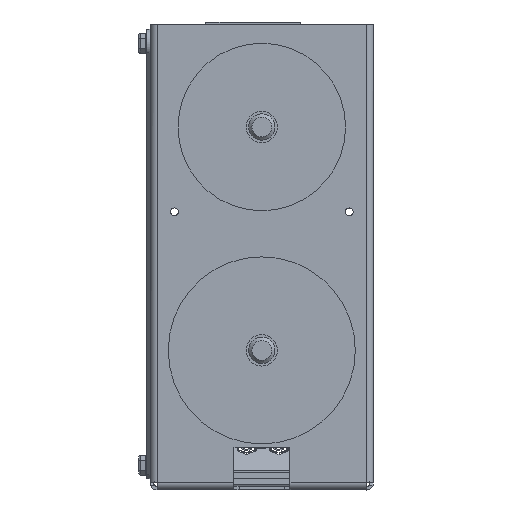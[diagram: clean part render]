
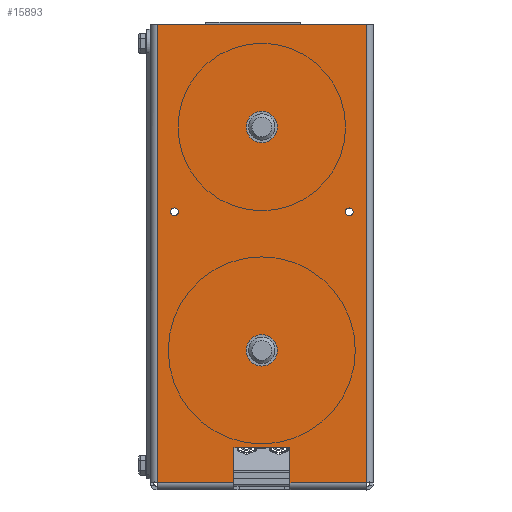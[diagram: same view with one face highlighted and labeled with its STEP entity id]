
A CAD part, front view. The second image highlights one B-rep face of the part: STEP entity #15893.
In plain terms, the highlighted planar face has unit normal (0, -1, 0).
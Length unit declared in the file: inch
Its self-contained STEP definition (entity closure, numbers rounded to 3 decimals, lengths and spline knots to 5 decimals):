
#407=FACE_BOUND('',#2412,.T.);
#408=FACE_BOUND('',#2413,.T.);
#409=FACE_BOUND('',#2414,.T.);
#410=FACE_BOUND('',#2415,.T.);
#691=PLANE('',#17249);
#1510=FACE_OUTER_BOUND('',#2411,.T.);
#2411=EDGE_LOOP('',(#11557,#11558,#11559,#11560,#11561,#11562,#11563,#11564,
#11565,#11566,#11567,#11568));
#2412=EDGE_LOOP('',(#11569));
#2413=EDGE_LOOP('',(#11570));
#2414=EDGE_LOOP('',(#11571));
#2415=EDGE_LOOP('',(#11572));
#3578=LINE('',#23569,#5197);
#3580=LINE('',#23575,#5199);
#3584=LINE('',#23585,#5203);
#3585=LINE('',#23587,#5204);
#3586=LINE('',#23589,#5205);
#3587=LINE('',#23591,#5206);
#3588=LINE('',#23593,#5207);
#3589=LINE('',#23595,#5208);
#3590=LINE('',#23597,#5209);
#3591=LINE('',#23599,#5210);
#3592=LINE('',#23601,#5211);
#3593=LINE('',#23602,#5212);
#5197=VECTOR('',#19113,0.3937);
#5199=VECTOR('',#19119,0.3937);
#5203=VECTOR('',#19127,0.3937);
#5204=VECTOR('',#19128,0.3937);
#5205=VECTOR('',#19129,0.3937);
#5206=VECTOR('',#19130,0.3937);
#5207=VECTOR('',#19131,0.3937);
#5208=VECTOR('',#19132,0.3937);
#5209=VECTOR('',#19133,0.3937);
#5210=VECTOR('',#19134,0.3937);
#5211=VECTOR('',#19135,0.3937);
#5212=VECTOR('',#19136,0.3937);
#6755=CIRCLE('',#17233,0.28);
#6757=CIRCLE('',#17236,0.28);
#6759=CIRCLE('',#17239,0.07);
#6761=CIRCLE('',#17242,0.07);
#7336=VERTEX_POINT('',#23541);
#7338=VERTEX_POINT('',#23547);
#7340=VERTEX_POINT('',#23553);
#7342=VERTEX_POINT('',#23559);
#7345=VERTEX_POINT('',#23566);
#7346=VERTEX_POINT('',#23568);
#7348=VERTEX_POINT('',#23574);
#7352=VERTEX_POINT('',#23584);
#7353=VERTEX_POINT('',#23586);
#7354=VERTEX_POINT('',#23588);
#7355=VERTEX_POINT('',#23590);
#7356=VERTEX_POINT('',#23592);
#7357=VERTEX_POINT('',#23594);
#7358=VERTEX_POINT('',#23596);
#7359=VERTEX_POINT('',#23598);
#7360=VERTEX_POINT('',#23600);
#8971=EDGE_CURVE('',#7336,#7336,#6755,.T.);
#8974=EDGE_CURVE('',#7338,#7338,#6757,.T.);
#8977=EDGE_CURVE('',#7340,#7340,#6759,.T.);
#8980=EDGE_CURVE('',#7342,#7342,#6761,.T.);
#8984=EDGE_CURVE('',#7345,#7346,#3578,.T.);
#8987=EDGE_CURVE('',#7348,#7346,#3580,.T.);
#8992=EDGE_CURVE('',#7352,#7345,#3584,.T.);
#8993=EDGE_CURVE('',#7353,#7352,#3585,.T.);
#8994=EDGE_CURVE('',#7354,#7353,#3586,.T.);
#8995=EDGE_CURVE('',#7355,#7354,#3587,.T.);
#8996=EDGE_CURVE('',#7355,#7356,#3588,.T.);
#8997=EDGE_CURVE('',#7356,#7357,#3589,.T.);
#8998=EDGE_CURVE('',#7357,#7358,#3590,.T.);
#8999=EDGE_CURVE('',#7358,#7359,#3591,.T.);
#9000=EDGE_CURVE('',#7359,#7360,#3592,.T.);
#9001=EDGE_CURVE('',#7360,#7348,#3593,.T.);
#11557=ORIENTED_EDGE('',*,*,#8984,.F.);
#11558=ORIENTED_EDGE('',*,*,#8992,.F.);
#11559=ORIENTED_EDGE('',*,*,#8993,.F.);
#11560=ORIENTED_EDGE('',*,*,#8994,.F.);
#11561=ORIENTED_EDGE('',*,*,#8995,.F.);
#11562=ORIENTED_EDGE('',*,*,#8996,.T.);
#11563=ORIENTED_EDGE('',*,*,#8997,.T.);
#11564=ORIENTED_EDGE('',*,*,#8998,.T.);
#11565=ORIENTED_EDGE('',*,*,#8999,.T.);
#11566=ORIENTED_EDGE('',*,*,#9000,.T.);
#11567=ORIENTED_EDGE('',*,*,#9001,.T.);
#11568=ORIENTED_EDGE('',*,*,#8987,.T.);
#11569=ORIENTED_EDGE('',*,*,#8971,.T.);
#11570=ORIENTED_EDGE('',*,*,#8974,.T.);
#11571=ORIENTED_EDGE('',*,*,#8977,.T.);
#11572=ORIENTED_EDGE('',*,*,#8980,.T.);
#15893=ADVANCED_FACE('',(#1510,#407,#408,#409,#410),#691,.T.);
#17233=AXIS2_PLACEMENT_3D('',#23542,#19083,#19084);
#17236=AXIS2_PLACEMENT_3D('',#23548,#19090,#19091);
#17239=AXIS2_PLACEMENT_3D('',#23554,#19097,#19098);
#17242=AXIS2_PLACEMENT_3D('',#23560,#19104,#19105);
#17249=AXIS2_PLACEMENT_3D('',#23583,#19125,#19126);
#19083=DIRECTION('center_axis',(0.,1.,0.));
#19084=DIRECTION('ref_axis',(-1.,0.,0.));
#19090=DIRECTION('center_axis',(0.,1.,0.));
#19091=DIRECTION('ref_axis',(-1.,0.,0.));
#19097=DIRECTION('center_axis',(0.,1.,0.));
#19098=DIRECTION('ref_axis',(-1.,0.,0.));
#19104=DIRECTION('center_axis',(0.,1.,0.));
#19105=DIRECTION('ref_axis',(-1.,0.,0.));
#19113=DIRECTION('',(0.,0.,-1.));
#19119=DIRECTION('',(1.,0.,0.));
#19125=DIRECTION('center_axis',(0.,-1.,0.));
#19126=DIRECTION('ref_axis',(0.,0.,-1.));
#19127=DIRECTION('',(1.,0.,0.));
#19128=DIRECTION('',(0.,0.,1.));
#19129=DIRECTION('',(-1.,0.,0.));
#19130=DIRECTION('',(0.,0.,-1.));
#19131=DIRECTION('',(-1.,0.,0.));
#19132=DIRECTION('',(0.,0.,1.));
#19133=DIRECTION('',(-1.,0.,0.));
#19134=DIRECTION('',(0.,0.,1.));
#19135=DIRECTION('',(1.,0.,0.));
#19136=DIRECTION('',(0.,0.,1.));
#23541=CARTESIAN_POINT('',(-2.22,-0.0635,0.));
#23542=CARTESIAN_POINT('Origin',(-2.5,-0.0635,
0.));
#23547=CARTESIAN_POINT('',(-6.22,-0.0635,0.));
#23548=CARTESIAN_POINT('Origin',(-6.5,-0.0635,
0.));
#23553=CARTESIAN_POINT('',(-4.91,-0.0635,-1.565));
#23554=CARTESIAN_POINT('Origin',(-4.98,-0.0635,-1.565));
#23559=CARTESIAN_POINT('',(-4.91,-0.0635,1.565));
#23560=CARTESIAN_POINT('Origin',(-4.98,-0.0635,1.565));
#23566=CARTESIAN_POINT('',(-0.127,-0.0635,1.873));
#23568=CARTESIAN_POINT('',(-0.127,-0.0635,0.505));
#23569=CARTESIAN_POINT('',(-0.127,-0.0635,0.));
#23574=CARTESIAN_POINT('',(-0.76,-0.0635,0.505));
#23575=CARTESIAN_POINT('',(0.,-0.0635,0.505));
#23583=CARTESIAN_POINT('Origin',(0.,-0.0635,0.));
#23584=CARTESIAN_POINT('',(-8.34,-0.0635,1.873));
#23585=CARTESIAN_POINT('',(-0.6063,-0.0635,1.873));
#23586=CARTESIAN_POINT('',(-8.34,-0.0635,-1.873));
#23587=CARTESIAN_POINT('',(-8.34,-0.0635,0.));
#23588=CARTESIAN_POINT('',(-0.127,-0.0635,-1.873));
#23589=CARTESIAN_POINT('',(-0.6063,-0.0635,-1.873));
#23590=CARTESIAN_POINT('',(-0.127,-0.0635,-0.505));
#23591=CARTESIAN_POINT('',(-0.127,-0.0635,0.));
#23592=CARTESIAN_POINT('',(-0.76,-0.0635,-0.505));
#23593=CARTESIAN_POINT('',(0.,-0.0635,-0.505));
#23594=CARTESIAN_POINT('',(-0.76,-0.0635,-0.475));
#23595=CARTESIAN_POINT('',(-0.76,-0.0635,-0.2275));
#23596=CARTESIAN_POINT('',(-0.7635,-0.0635,-0.475));
#23597=CARTESIAN_POINT('',(-0.38175,-0.0635,-0.475));
#23598=CARTESIAN_POINT('',(-0.7635,-0.0635,0.475));
#23599=CARTESIAN_POINT('',(-0.7635,-0.0635,0.2375));
#23600=CARTESIAN_POINT('',(-0.76,-0.0635,0.475));
#23601=CARTESIAN_POINT('',(-0.03175,-0.0635,0.475));
#23602=CARTESIAN_POINT('',(-0.76,-0.0635,0.2275));
